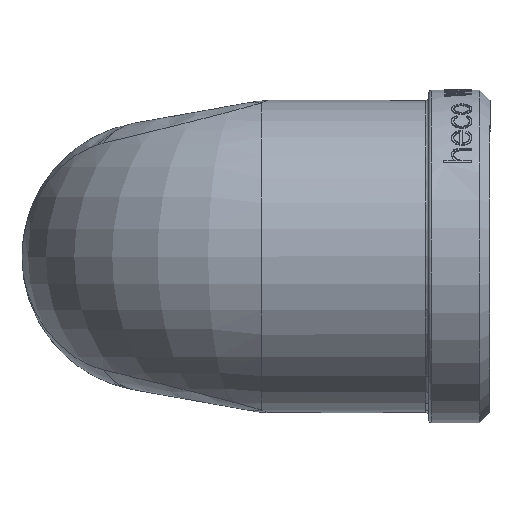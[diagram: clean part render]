
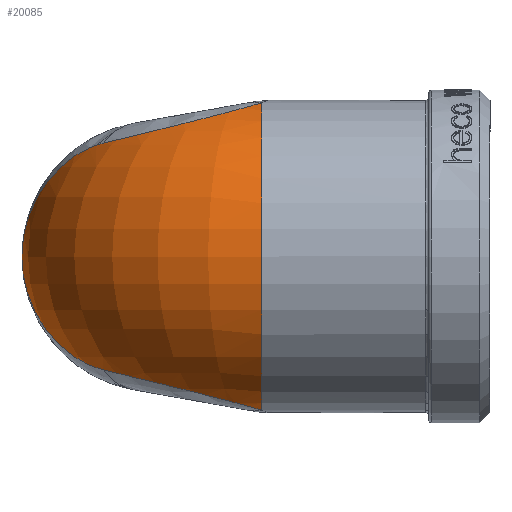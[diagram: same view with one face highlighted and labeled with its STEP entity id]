
A CAD part, left-side view. The second image highlights one B-rep face of the part: STEP entity #20085.
In plain terms, the highlighted toroidal (fillet/blend) face has major radius 8.15 mm and minor radius 15.25 mm.
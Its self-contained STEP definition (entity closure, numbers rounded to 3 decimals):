
#248 = CARTESIAN_POINT ( 'NONE',  ( -26.485, 14.92, -20.716 ) ) ;
#333 = ORIENTED_EDGE ( 'NONE', *, *, #3985, .F. ) ;
#441 = ORIENTED_EDGE ( 'NONE', *, *, #19216, .F. ) ;
#1613 = CARTESIAN_POINT ( 'NONE',  ( -26.485, 14.92, 1.445 ) ) ;
#1614 = CARTESIAN_POINT ( 'NONE',  ( -27.692, 13.756, 1.723 ) ) ;
#1615 = CARTESIAN_POINT ( 'NONE',  ( -29.671, 10.992, 2.386 ) ) ;
#1799 = CARTESIAN_POINT ( 'NONE',  ( -30.759, 6.045, 3.601 ) ) ;
#1800 = CARTESIAN_POINT ( 'NONE',  ( -29.652, 1.883, 4.675 ) ) ;
#1801 = CARTESIAN_POINT ( 'NONE',  ( -26.911, -0.544, 5.38 ) ) ;
#1802 = CARTESIAN_POINT ( 'NONE',  ( -27.751, -0.062, 5.232 ) ) ;
#2300 = CARTESIAN_POINT ( 'NONE',  ( -16.117, 22.856, -9.662 ) ) ;
#2306 = CARTESIAN_POINT ( 'NONE',  ( -16.108, 22.856, -9.649 ) ) ;
#2543 = CARTESIAN_POINT ( 'NONE',  ( -25.41, 15.986, -20.405 ) ) ;
#2553 = CARTESIAN_POINT ( 'NONE',  ( -18.213, 22.546, -12.947 ) ) ;
#2818 = CARTESIAN_POINT ( 'NONE',  ( -23.343, 18.207, -19.147 ) ) ;
#2870 = CARTESIAN_POINT ( 'NONE',  ( -20.281, 21.252, -15.913 ) ) ;
#3114 = CARTESIAN_POINT ( 'NONE',  ( -26.123, 15.269, -20.633 ) ) ;
#3178 = CARTESIAN_POINT ( 'NONE',  ( -21.976, 19.655, -17.909 ) ) ;
#3338 = CARTESIAN_POINT ( 'NONE',  ( -26.485, 14.92, -20.716 ) ) ;
#3433 = CARTESIAN_POINT ( 'NONE',  ( -16.82, 22.852, -10.764 ) ) ;
#3564 = CARTESIAN_POINT ( 'NONE',  ( -24.371, 17.092, -19.875 ) ) ;
#3674 = CARTESIAN_POINT ( 'NONE',  ( -16.1, 22.856, -9.636 ) ) ;
#3781 = CARTESIAN_POINT ( 'NONE',  ( -26.911, -0.544, -24.652 ) ) ;
#3782 = CARTESIAN_POINT ( 'NONE',  ( -29.024, 1.228, -24.133 ) ) ;
#3876 = CARTESIAN_POINT ( 'NONE',  ( -28.295, 13.173, -21.133 ) ) ;
#3877 = CARTESIAN_POINT ( 'NONE',  ( -26.485, 14.92, -20.716 ) ) ;
#3904 = CARTESIAN_POINT ( 'NONE',  ( -30.445, 4.331, -23.309 ) ) ;
#3905 = CARTESIAN_POINT ( 'NONE',  ( -30.491, 9.434, -22.03 ) ) ;
#3906 = CARTESIAN_POINT ( 'NONE',  ( -27.751, -0.062, -24.503 ) ) ;
#3985 = EDGE_CURVE ( 'NONE', #9716, #11024, #10728, .T. ) ;
#4041 = EDGE_CURVE ( 'NONE', #9716, #10886, #4383, .T. ) ;
#4157 = EDGE_CURVE ( 'NONE', #10902, #9729, #10640, .T. ) ;
#4271 = EDGE_CURVE ( 'NONE', #9729, #10886, #10567, .T. ) ;
#4383 = CIRCLE ( 'NONE', #17678, 15.25 ) ;
#8604 = ORIENTED_EDGE ( 'NONE', *, *, #4271, .F. ) ;
#8671 = ORIENTED_EDGE ( 'NONE', *, *, #4157, .F. ) ;
#9716 = VERTEX_POINT ( 'NONE', #11107 ) ;
#9729 = VERTEX_POINT ( 'NONE', #11130 ) ;
#10206 = CARTESIAN_POINT ( 'NONE',  ( -26.485, 14.92, 1.445 ) ) ;
#10207 = CARTESIAN_POINT ( 'NONE',  ( -25.761, 15.618, 1.279 ) ) ;
#10208 = CARTESIAN_POINT ( 'NONE',  ( -24.712, 16.72, 0.846 ) ) ;
#10209 = CARTESIAN_POINT ( 'NONE',  ( -23.344, 18.207, -0.124 ) ) ;
#10211 = CARTESIAN_POINT ( 'NONE',  ( -22.318, 19.293, -1.052 ) ) ;
#10212 = CARTESIAN_POINT ( 'NONE',  ( -21.298, 20.295, -2.161 ) ) ;
#10213 = CARTESIAN_POINT ( 'NONE',  ( -19.936, 21.468, -3.853 ) ) ;
#10214 = CARTESIAN_POINT ( 'NONE',  ( -18.214, 22.546, -6.324 ) ) ;
#10215 = CARTESIAN_POINT ( 'NONE',  ( -16.82, 22.852, -8.507 ) ) ;
#10216 = CARTESIAN_POINT ( 'NONE',  ( -16.117, 22.856, -9.609 ) ) ;
#10217 = CARTESIAN_POINT ( 'NONE',  ( -16.108, 22.856, -9.622 ) ) ;
#10218 = CARTESIAN_POINT ( 'NONE',  ( -16.1, 22.856, -9.636 ) ) ;
#10567 = B_SPLINE_CURVE_WITH_KNOTS ( 'NONE', 3,
 ( #1613, #1614, #1615, #1799, #1800, #1802, #1801 ),
 .UNSPECIFIED., .F., .F.,
 ( 4, 1, 1, 1, 4 ),
 ( 0., 0.286, 0.571, 0.857, 1. ),
 .UNSPECIFIED. ) ;
#10640 = B_SPLINE_CURVE_WITH_KNOTS ( 'NONE', 3,
 ( #10218, #10217, #10216, #10215, #10214, #10213, #10212, #10211, #10209, #10208, #10207, #10206 ),
 .UNSPECIFIED., .F., .F.,
 ( 4, 2, 1, 1, 1, 1, 1, 1, 4 ),
 ( 0., 0.002, 0.202, 0.401, 0.501, 0.601, 0.701, 0.8, 1. ),
 .UNSPECIFIED. ) ;
#10728 = B_SPLINE_CURVE_WITH_KNOTS ( 'NONE', 3,
 ( #3781, #3906, #3782, #3904, #3905, #3876, #3877 ),
 .UNSPECIFIED., .F., .F.,
 ( 4, 1, 1, 1, 4 ),
 ( 0., 0.143, 0.286, 0.571, 1. ),
 .UNSPECIFIED. ) ;
#10877 = B_SPLINE_CURVE_WITH_KNOTS ( 'NONE', 3,
 ( #3338, #3114, #2543, #3564, #2818, #3178, #2870, #2553, #3433, #2300, #2306, #3674 ),
 .UNSPECIFIED., .F., .F.,
 ( 4, 1, 1, 1, 1, 1, 1, 2, 4 ),
 ( 0., 0.1, 0.2, 0.299, 0.399, 0.599, 0.798, 0.998, 1. ),
 .UNSPECIFIED. ) ;
#10886 = VERTEX_POINT ( 'NONE', #17951 ) ;
#10902 = VERTEX_POINT ( 'NONE', #17936 ) ;
#11024 = VERTEX_POINT ( 'NONE', #248 ) ;
#11107 = CARTESIAN_POINT ( 'NONE',  ( -26.911, -0.544, -24.652 ) ) ;
#11130 = CARTESIAN_POINT ( 'NONE',  ( -26.485, 14.92, 1.445 ) ) ;
#11370 = EDGE_LOOP ( 'NONE', ( #8604, #8671, #441, #333, #13944 ) ) ;
#12207 = CARTESIAN_POINT ( 'NONE',  ( -16.1, -0.544, -9.636 ) ) ;
#12264 = DIRECTION ( 'NONE',  ( 0., -1., 0. ) ) ;
#12554 = DIRECTION ( 'NONE',  ( -1., 0., 0. ) ) ;
#12556 = DIRECTION ( 'NONE',  ( 0., 1., 0. ) ) ;
#12559 = CARTESIAN_POINT ( 'NONE',  ( -24.25, -0.544, -9.636 ) ) ;
#13103 = DIRECTION ( 'NONE',  ( 0., 0., -1. ) ) ;
#13944 = ORIENTED_EDGE ( 'NONE', *, *, #4041, .T. ) ;
#14042 = FACE_OUTER_BOUND ( 'NONE', #11370, .T. ) ;
#16529 = TOROIDAL_SURFACE ( 'NONE', #17762, 8.15, 15.25 ) ;
#17678 = AXIS2_PLACEMENT_3D ( 'NONE', #12559, #12556, #12554 ) ;
#17762 = AXIS2_PLACEMENT_3D ( 'NONE', #12207, #13103, #12264 ) ;
#17936 = CARTESIAN_POINT ( 'NONE',  ( -16.1, 22.856, -9.636 ) ) ;
#17951 = CARTESIAN_POINT ( 'NONE',  ( -26.911, -0.544, 5.38 ) ) ;
#19216 = EDGE_CURVE ( 'NONE', #11024, #10902, #10877, .T. ) ;
#20085 = ADVANCED_FACE ( 'NONE', ( #14042 ), #16529, .T. ) ;
